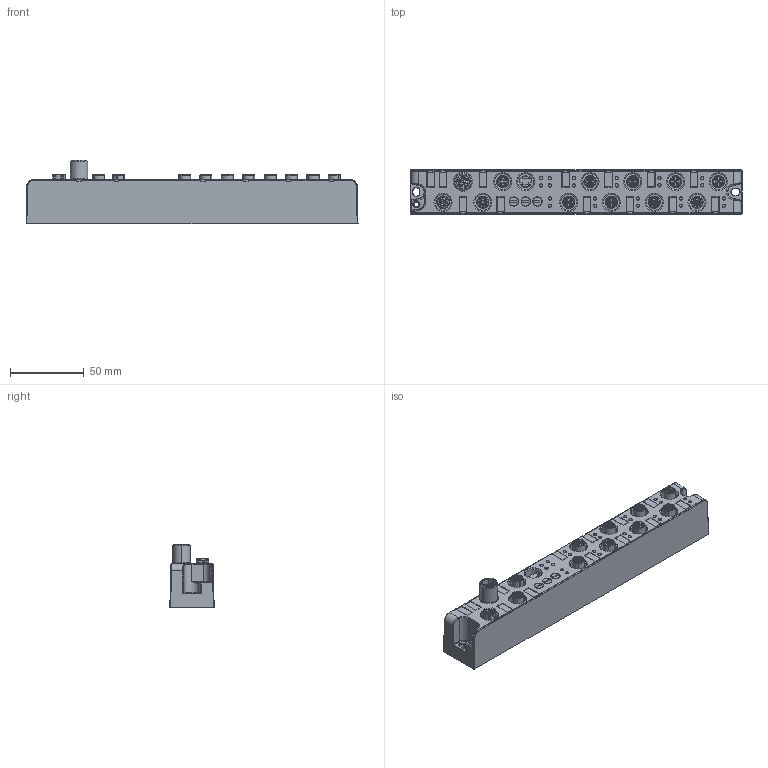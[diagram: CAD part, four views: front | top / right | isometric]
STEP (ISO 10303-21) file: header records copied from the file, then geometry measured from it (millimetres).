
FILE_DESCRIPTION((''),'2;1');
FILE_NAME('CAD-7267','2021-06-09T08:44:17',('creinig-se'),(''),'CREO PARAMETRIC BY PTC INC, 2019292','CREO PARAMETRIC BY PTC INC, 2019292','');
FILE_SCHEMA(('CONFIG_CONTROL_DESIGN','SHAPE_APPEARANCE_LAYERS_GROUPS'));
Products named in the file (1): CAD-7267
Bounding box: 225 x 30 x 43.1 mm (x, y, z)
Volume: 189390.9 mm3; surface area: 40079.7 mm2
Topology: 1 solids, 25 shells, 3010 faces, 7814 edges, 4893 vertices
Faces by surface type: cylinder 948, torus 806, plane 798, bspline 228, cone 202, extrusion 16, sphere 12
Entity records: 168904 total; most frequent: CARTESIAN_POINT 48327, DIRECTION 15880, ORIENTED_EDGE 15478, PRESENTATION_STYLE_ASSIGNMENT 9747, STYLED_ITEM 7811, CURVE_STYLE 7788, EDGE_CURVE 7772, AXIS2_PLACEMENT_3D 6403
